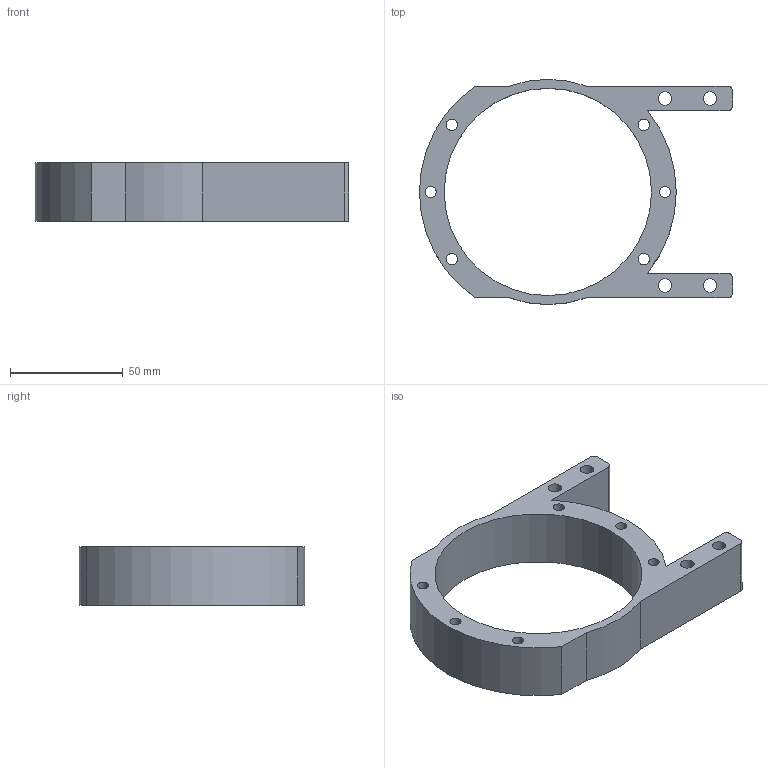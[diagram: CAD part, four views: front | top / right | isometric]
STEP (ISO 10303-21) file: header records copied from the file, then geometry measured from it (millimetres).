
FILE_DESCRIPTION(/* description */ (''),/* implementation_level */ '2;1');
FILE_NAME(/* name */ 'cycloid_cover_extended v36.step',/* time_stamp */ '2024-05-28T16:34:12+02:00',/* author */ (''),/* organization */ (''),/* preprocessor_version */ 'ST-DEVELOPER v20',/* originating_system */ 'Autodesk Translation Framework v13.14.0.145',/* authorisation */ '');
FILE_SCHEMA (('AUTOMOTIVE_DESIGN { 1 0 10303 214 3 1 1 }'));
Length unit declared in the file: millimetre
Products named in the file (1): cycloid_cover_extended
Bounding box: 139 x 100 x 26 mm (x, y, z)
Volume: 91952.8 mm3; surface area: 32324.3 mm2
Topology: 1 solids, 1 shells, 29 faces, 81 edges, 54 vertices
Faces by surface type: cylinder 19, plane 10
Full cylindrical faces by diameter (mm): 5 x6, 6 x4, 92 x1
Entity records: 1040 total; most frequent: DIRECTION 179, CARTESIAN_POINT 165, ORIENTED_EDGE 162, EDGE_CURVE 81, AXIS2_PLACEMENT_3D 68, VERTEX_POINT 54, EDGE_LOOP 51, LINE 43
